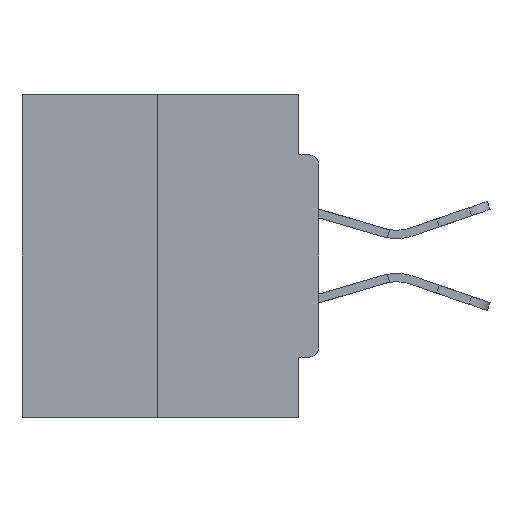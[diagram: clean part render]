
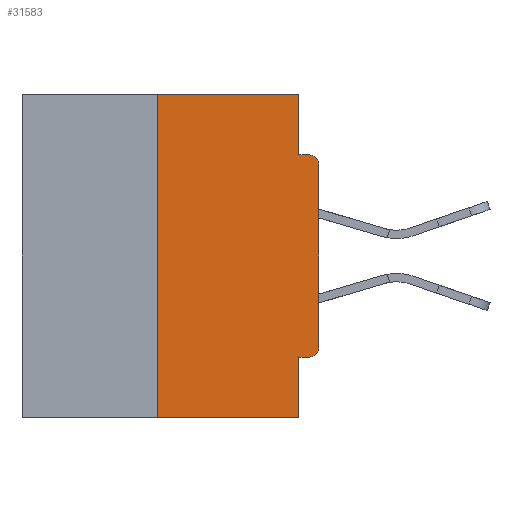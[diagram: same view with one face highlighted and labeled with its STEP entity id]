
A CAD part, left-side view. The second image highlights one B-rep face of the part: STEP entity #31583.
In plain terms, the highlighted planar face has unit normal (-1, 0, 0).
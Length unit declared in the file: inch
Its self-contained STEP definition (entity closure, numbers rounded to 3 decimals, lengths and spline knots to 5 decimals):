
#234 = CARTESIAN_POINT ( 'NONE',  ( 0., 0.031, -0.5 ) ) ;
#515 = VECTOR ( 'NONE', #30131, 39.37008 ) ;
#660 = CARTESIAN_POINT ( 'NONE',  ( 0., 0., -0.4065 ) ) ;
#896 = CARTESIAN_POINT ( 'NONE',  ( 0., 0.031, -0.4065 ) ) ;
#973 = LINE ( 'NONE', #35391, #10778 ) ;
#1486 = VECTOR ( 'NONE', #17221, 39.37008 ) ;
#4389 = AXIS2_PLACEMENT_3D ( 'NONE', #18319, #12308, #33201 ) ;
#5761 = DIRECTION ( 'NONE',  ( 0., -1., 0. ) ) ;
#5905 = CARTESIAN_POINT ( 'NONE',  ( 0., 0.25, 0. ) ) ;
#7116 = DIRECTION ( 'NONE',  ( 1., 0., 0. ) ) ;
#7317 = CARTESIAN_POINT ( 'NONE',  ( 0., 0.031, 0. ) ) ;
#7602 = ORIENTED_EDGE ( 'NONE', *, *, #22151, .F. ) ;
#7807 = CARTESIAN_POINT ( 'NONE',  ( 0., 0., -0.3915 ) ) ;
#7869 = EDGE_CURVE ( 'NONE', #22271, #21658, #34899, .T. ) ;
#8450 = CARTESIAN_POINT ( 'NONE',  ( 0., 0.25, 0. ) ) ;
#8963 = CARTESIAN_POINT ( 'NONE',  ( 0., 0., 0. ) ) ;
#9294 = CARTESIAN_POINT ( 'NONE',  ( 0., 0.015, -0.1085 ) ) ;
#9431 = DIRECTION ( 'NONE',  ( 0., 0., -1. ) ) ;
#9516 = DIRECTION ( 'NONE',  ( 0., -1., 0. ) ) ;
#9836 = VERTEX_POINT ( 'NONE', #23075 ) ;
#10082 = EDGE_CURVE ( 'NONE', #36832, #19552, #14524, .T. ) ;
#10778 = VECTOR ( 'NONE', #5761, 39.37008 ) ;
#10796 = EDGE_CURVE ( 'NONE', #22912, #36832, #13566, .T. ) ;
#10851 = FACE_OUTER_BOUND ( 'NONE', #26394, .T. ) ;
#11105 = EDGE_CURVE ( 'NONE', #33239, #22271, #36902, .T. ) ;
#12308 = DIRECTION ( 'NONE',  ( -1., 0., 0. ) ) ;
#12608 = ORIENTED_EDGE ( 'NONE', *, *, #24479, .T. ) ;
#12619 = CARTESIAN_POINT ( 'NONE',  ( 0., 0.46, 0. ) ) ;
#13372 = EDGE_CURVE ( 'NONE', #9836, #14717, #27647, .T. ) ;
#13566 = LINE ( 'NONE', #660, #22480 ) ;
#13587 = AXIS2_PLACEMENT_3D ( 'NONE', #9294, #35915, #9431 ) ;
#13823 = CARTESIAN_POINT ( 'NONE',  ( 0., 0.031, -0.0935 ) ) ;
#14248 = ORIENTED_EDGE ( 'NONE', *, *, #26550, .F. ) ;
#14524 = LINE ( 'NONE', #234, #515 ) ;
#14717 = VERTEX_POINT ( 'NONE', #13823 ) ;
#16230 = CARTESIAN_POINT ( 'NONE',  ( 0., 0.031, -0.5 ) ) ;
#16250 = DIRECTION ( 'NONE',  ( 0., 0., -1. ) ) ;
#16461 = VECTOR ( 'NONE', #16250, 39.37008 ) ;
#17221 = DIRECTION ( 'NONE',  ( 0., 0., 1. ) ) ;
#18319 = CARTESIAN_POINT ( 'NONE',  ( 0., 0.015, -0.3915 ) ) ;
#18500 = CARTESIAN_POINT ( 'NONE',  ( 0., 0., -0.1085 ) ) ;
#19552 = VERTEX_POINT ( 'NONE', #16230 ) ;
#19895 = CARTESIAN_POINT ( 'NONE',  ( 0., 0.015, -0.4065 ) ) ;
#20310 = CARTESIAN_POINT ( 'NONE',  ( 0., 0.015, -0.0935 ) ) ;
#20349 = VERTEX_POINT ( 'NONE', #29500 ) ;
#21282 = AXIS2_PLACEMENT_3D ( 'NONE', #12619, #7116, #22033 ) ;
#21658 = VERTEX_POINT ( 'NONE', #20310 ) ;
#21899 = ORIENTED_EDGE ( 'NONE', *, *, #11105, .T. ) ;
#22033 = DIRECTION ( 'NONE',  ( 0., 0., -1. ) ) ;
#22151 = EDGE_CURVE ( 'NONE', #20349, #22752, #24779, .T. ) ;
#22271 = VERTEX_POINT ( 'NONE', #18500 ) ;
#22440 = VECTOR ( 'NONE', #24339, 39.37008 ) ;
#22480 = VECTOR ( 'NONE', #36657, 39.37008 ) ;
#22752 = VERTEX_POINT ( 'NONE', #5905 ) ;
#22912 = VERTEX_POINT ( 'NONE', #19895 ) ;
#23075 = CARTESIAN_POINT ( 'NONE',  ( 0., 0.031, 0. ) ) ;
#23091 = DIRECTION ( 'NONE',  ( 0., -1., 0. ) ) ;
#24339 = DIRECTION ( 'NONE',  ( 0., 0., 1. ) ) ;
#24479 = EDGE_CURVE ( 'NONE', #20349, #19552, #30471, .T. ) ;
#24779 = LINE ( 'NONE', #8450, #1486 ) ;
#26196 = ORIENTED_EDGE ( 'NONE', *, *, #29308, .F. ) ;
#26248 = CARTESIAN_POINT ( 'NONE',  ( 0., 0.46, -0.5 ) ) ;
#26394 = EDGE_LOOP ( 'NONE', ( #26196, #7602, #12608, #30109, #37354, #34519, #21899, #36520, #14248, #34463 ) ) ;
#26550 = EDGE_CURVE ( 'NONE', #14717, #21658, #36614, .T. ) ;
#27322 = VECTOR ( 'NONE', #9516, 39.37008 ) ;
#27416 = CARTESIAN_POINT ( 'NONE',  ( 0., 0., -0.0935 ) ) ;
#27647 = LINE ( 'NONE', #7317, #16461 ) ;
#28184 = PLANE ( 'NONE',  #21282 ) ;
#29308 = EDGE_CURVE ( 'NONE', #22752, #9836, #973, .T. ) ;
#29500 = CARTESIAN_POINT ( 'NONE',  ( 0., 0.25, -0.5 ) ) ;
#30109 = ORIENTED_EDGE ( 'NONE', *, *, #10082, .F. ) ;
#30131 = DIRECTION ( 'NONE',  ( 0., 0., -1. ) ) ;
#30471 = LINE ( 'NONE', #26248, #35113 ) ;
#31583 = ADVANCED_FACE ( 'NONE', ( #10851 ), #28184, .F. ) ;
#33201 = DIRECTION ( 'NONE',  ( 0., 0., -1. ) ) ;
#33239 = VERTEX_POINT ( 'NONE', #7807 ) ;
#34463 = ORIENTED_EDGE ( 'NONE', *, *, #13372, .F. ) ;
#34519 = ORIENTED_EDGE ( 'NONE', *, *, #37467, .T. ) ;
#34899 = CIRCLE ( 'NONE', #13587, 0.015 ) ;
#35113 = VECTOR ( 'NONE', #23091, 39.37008 ) ;
#35391 = CARTESIAN_POINT ( 'NONE',  ( 0., 0.46, 0. ) ) ;
#35915 = DIRECTION ( 'NONE',  ( -1., 0., 0. ) ) ;
#36347 = CIRCLE ( 'NONE', #4389, 0.015 ) ;
#36520 = ORIENTED_EDGE ( 'NONE', *, *, #7869, .T. ) ;
#36614 = LINE ( 'NONE', #27416, #27322 ) ;
#36657 = DIRECTION ( 'NONE',  ( 0., 1., 0. ) ) ;
#36832 = VERTEX_POINT ( 'NONE', #896 ) ;
#36902 = LINE ( 'NONE', #8963, #22440 ) ;
#37354 = ORIENTED_EDGE ( 'NONE', *, *, #10796, .F. ) ;
#37467 = EDGE_CURVE ( 'NONE', #22912, #33239, #36347, .T. ) ;
